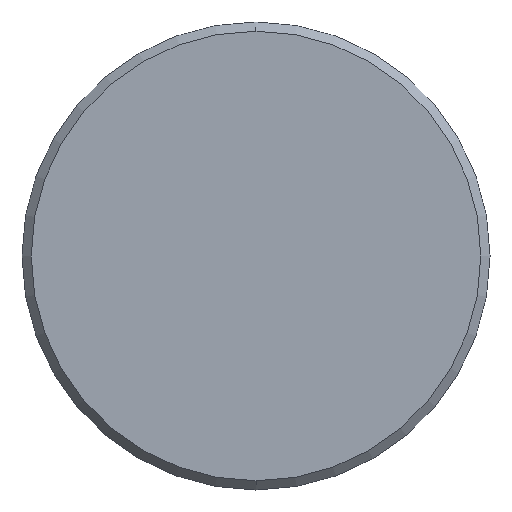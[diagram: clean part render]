
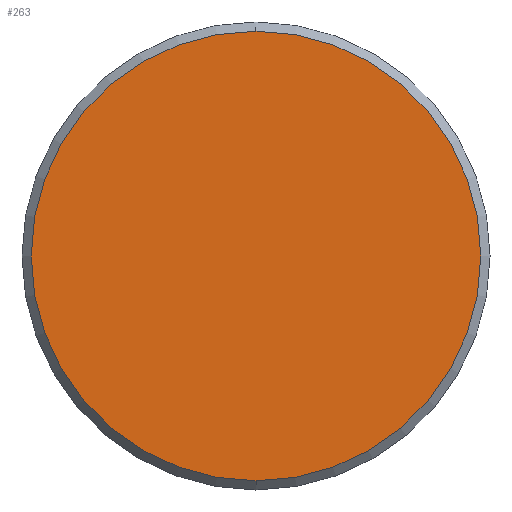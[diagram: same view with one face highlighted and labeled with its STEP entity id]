
A CAD part, left-side view. The second image highlights one B-rep face of the part: STEP entity #263.
In plain terms, the highlighted planar face has unit normal (-1, 0, 0).
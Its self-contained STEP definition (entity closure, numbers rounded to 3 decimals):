
#16 = ORIENTED_EDGE ( 'NONE', *, *, #230, .T. ) ;
#29 = EDGE_LOOP ( 'NONE', ( #16, #114 ) ) ;
#38 = EDGE_CURVE ( 'NONE', #123, #45, #199, .T. ) ;
#45 = VERTEX_POINT ( 'NONE', #271 ) ;
#48 = DIRECTION ( 'NONE',  ( -1., 0., 0. ) ) ;
#72 = DIRECTION ( 'NONE',  ( 1., 0., 0. ) ) ;
#81 = FACE_OUTER_BOUND ( 'NONE', #29, .T. ) ;
#87 = CARTESIAN_POINT ( 'NONE',  ( -1.2, 0., 0. ) ) ;
#104 = DIRECTION ( 'NONE',  ( -1., 0., 0. ) ) ;
#114 = ORIENTED_EDGE ( 'NONE', *, *, #38, .T. ) ;
#122 = DIRECTION ( 'NONE',  ( 0., 0., -1. ) ) ;
#123 = VERTEX_POINT ( 'NONE', #175 ) ;
#130 = AXIS2_PLACEMENT_3D ( 'NONE', #293, #104, #122 ) ;
#134 = AXIS2_PLACEMENT_3D ( 'NONE', #87, #72, #273 ) ;
#160 = CARTESIAN_POINT ( 'NONE',  ( -1.2, 0., 0. ) ) ;
#175 = CARTESIAN_POINT ( 'NONE',  ( -1.2, 0., 6.1 ) ) ;
#199 = CIRCLE ( 'NONE', #211, 6.1 ) ;
#211 = AXIS2_PLACEMENT_3D ( 'NONE', #160, #48, #236 ) ;
#230 = EDGE_CURVE ( 'NONE', #45, #123, #280, .T. ) ;
#236 = DIRECTION ( 'NONE',  ( 0., 0., -1. ) ) ;
#263 = ADVANCED_FACE ( 'NONE', ( #81 ), #286, .F. ) ;
#271 = CARTESIAN_POINT ( 'NONE',  ( -1.2, 0., -6.1 ) ) ;
#273 = DIRECTION ( 'NONE',  ( 0., 0., -1. ) ) ;
#280 = CIRCLE ( 'NONE', #130, 6.1 ) ;
#286 = PLANE ( 'NONE',  #134 ) ;
#293 = CARTESIAN_POINT ( 'NONE',  ( -1.2, 0., 0. ) ) ;
